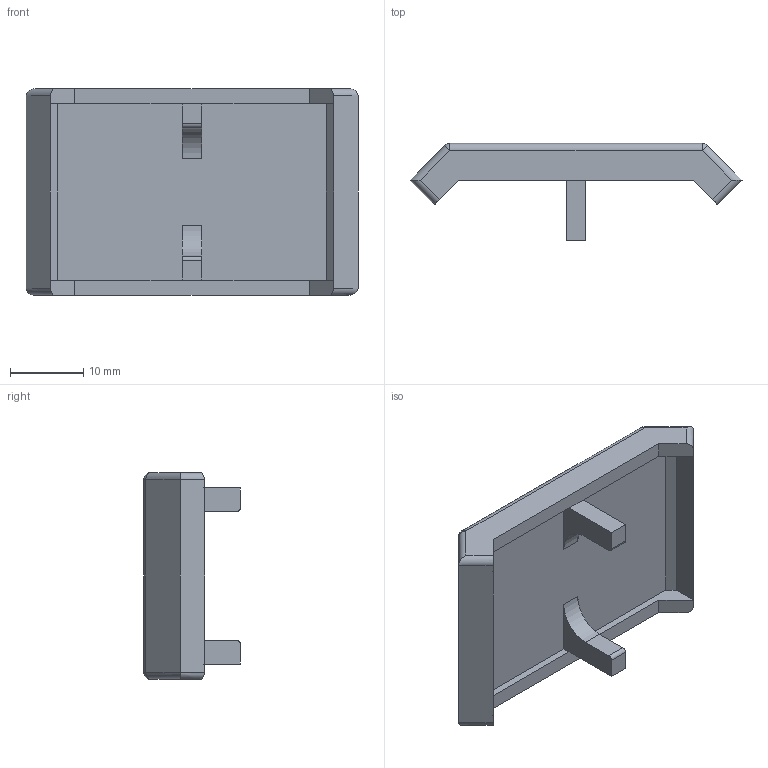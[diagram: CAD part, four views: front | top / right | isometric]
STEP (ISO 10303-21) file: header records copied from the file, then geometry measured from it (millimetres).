
FILE_DESCRIPTION (( 'STEP AP214' ), '1' );
FILE_NAME ('SNSD.30.50.37. Çàãëóøêà äëÿ óãëîâîãî àëþìèíèåâîãî ñîåäèíèòåëü 30õ30(À01).STEP', '2014-11-19T14:09:40', ( 'XTreme.ws' ), ( 'XTreme.ws' ), 'SwSTEP 2.0', 'SolidWorks 2014', '' );
FILE_SCHEMA (( 'AUTOMOTIVE_DESIGN' ));
Length unit declared in the file: millimetre
Products named in the file (1): SNSD.30.50.37. Çàãëóøêà äëÿ óãëîâîãî àëþìèíèåâîãî ñîåäèíèòåëü 30õ30(À01)
Bounding box: 45.25 x 13.2 x 28.2 mm (x, y, z)
Volume: 5283.9 mm3; surface area: 3637.3 mm2
Topology: 1 solids, 1 shells, 52 faces, 130 edges, 76 vertices
Faces by surface type: plane 32, cylinder 16, sphere 4
Entity records: 1516 total; most frequent: CARTESIAN_POINT 267, ORIENTED_EDGE 252, DIRECTION 252, EDGE_CURVE 126, LINE 98, VECTOR 98, AXIS2_PLACEMENT_3D 77, VERTEX_POINT 76
